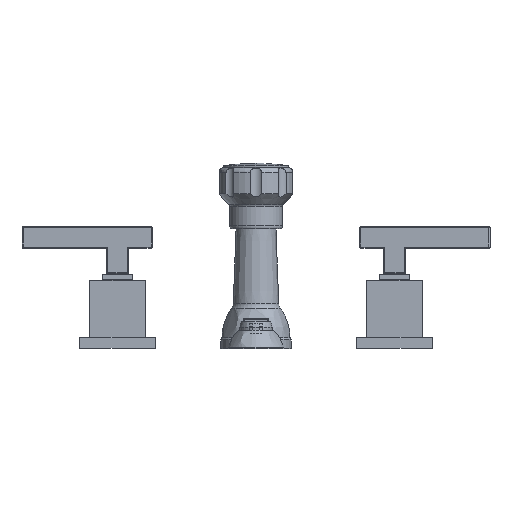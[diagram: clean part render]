
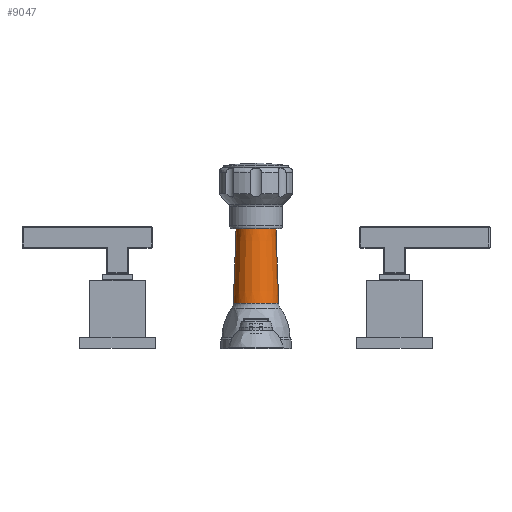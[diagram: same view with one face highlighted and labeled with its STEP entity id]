
A CAD part, top view. The second image highlights one B-rep face of the part: STEP entity #9047.
In plain terms, the highlighted conical face has half-angle 2.15 degrees and reference radius 15.652 mm.
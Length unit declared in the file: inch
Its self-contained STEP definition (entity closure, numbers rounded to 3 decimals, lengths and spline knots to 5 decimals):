
#8292=CARTESIAN_POINT('',(0.00014,3.468,-9.));
#8293=DIRECTION('',(0.,-1.,0.));
#8294=DIRECTION('',(1.,0.,0.));
#8295=AXIS2_PLACEMENT_3D('',#8292,#8293,#8294);
#8302=DIRECTION('',(0.038,0.999,0.));
#8303=VECTOR('',#8302,2.16618);
#8304=CARTESIAN_POINT('',(-0.65673,1.30334,
-9.));
#8305=LINE('',#8304,#8303);
#8306=DIRECTION('',(-0.038,0.999,0.));
#8307=VECTOR('',#8306,2.16618);
#8308=CARTESIAN_POINT('',(0.65701,1.30334,
-9.));
#8309=LINE('',#8308,#8307);
#8325=CARTESIAN_POINT('',(0.00014,1.30334,-9.));
#8326=DIRECTION('',(0.,-1.,0.));
#8327=DIRECTION('',(1.,0.,0.));
#8328=AXIS2_PLACEMENT_3D('',#8325,#8326,#8327);
#8420=CARTESIAN_POINT('',(-0.65673,1.30334,-9.));
#8421=CARTESIAN_POINT('',(0.65701,1.30334,-9.));
#8422=VERTEX_POINT('',#8420);
#8423=VERTEX_POINT('',#8421);
#8514=CARTESIAN_POINT('',(0.57573,3.468,-9.));
#8515=CARTESIAN_POINT('',(-0.57545,3.468,-9.));
#8516=VERTEX_POINT('',#8514);
#8517=VERTEX_POINT('',#8515);
#9033=CARTESIAN_POINT('',(0.00014,2.38567,-9.));
#9034=DIRECTION('',(0.,-1.,0.));
#9035=DIRECTION('',(-1.,0.,0.));
#9036=AXIS2_PLACEMENT_3D('',#9033,#9034,#9035);
#9037=CONICAL_SURFACE('',#9036,0.61623,2.15);
#9038=ORIENTED_EDGE('',*,*,#9026,.F.);
#9040=ORIENTED_EDGE('',*,*,#9039,.F.);
#9042=ORIENTED_EDGE('',*,*,#9041,.T.);
#9044=ORIENTED_EDGE('',*,*,#9043,.T.);
#9045=EDGE_LOOP('',(#9038,#9040,#9042,#9044));
#9046=FACE_OUTER_BOUND('',#9045,.F.);
#9047=ADVANCED_FACE('',(#9046),#9037,.T.);
#8296=CIRCLE('',#8295,0.57559);
#8329=CIRCLE('',#8328,0.65687);
#9026=EDGE_CURVE('',#8516,#8517,#8296,.T.);
#9039=EDGE_CURVE('',#8423,#8516,#8309,.T.);
#9041=EDGE_CURVE('',#8423,#8422,#8329,.T.);
#9043=EDGE_CURVE('',#8422,#8517,#8305,.T.);
